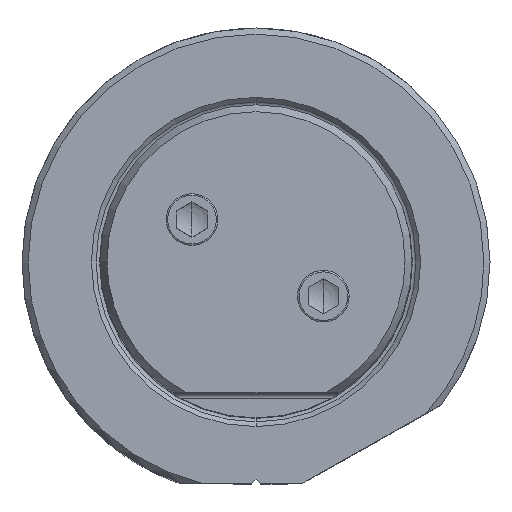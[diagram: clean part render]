
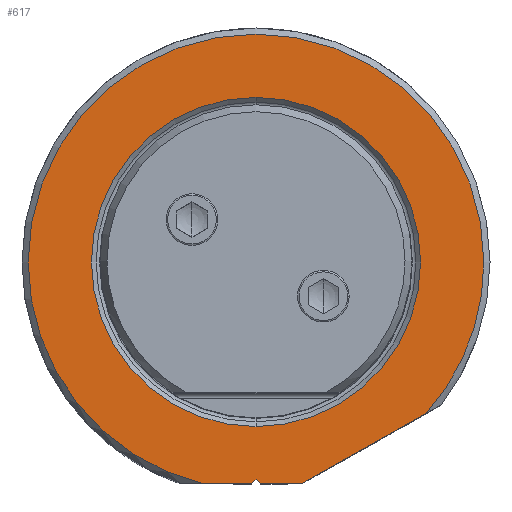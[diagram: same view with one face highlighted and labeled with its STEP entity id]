
A CAD part, top view. The second image highlights one B-rep face of the part: STEP entity #617.
In plain terms, the highlighted planar face has unit normal (0, 0, 1).
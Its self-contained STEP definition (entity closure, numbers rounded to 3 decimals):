
#134=PLANE('',#5715);
#617=ADVANCED_FACE('',(#918,#919),#134,.T.);
#918=FACE_BOUND('',#1040,.T.);
#919=FACE_BOUND('',#1041,.T.);
#1040=EDGE_LOOP('',(#2738,#2739,#2740,#2741,#2742,#2743,#2744,#2745));
#1041=EDGE_LOOP('',(#2746,#2747));
#1379=LINE('',#11640,#1688);
#1381=LINE('',#11644,#1690);
#1383=LINE('',#11648,#1692);
#1385=LINE('',#11652,#1694);
#1387=LINE('',#11661,#1696);
#1688=VECTOR('',#6651,1.);
#1690=VECTOR('',#6655,1.);
#1692=VECTOR('',#6659,1.);
#1694=VECTOR('',#6663,1.);
#1696=VECTOR('',#6667,1.);
#2738=ORIENTED_EDGE('',*,*,#4617,.T.);
#2739=ORIENTED_EDGE('',*,*,#4627,.T.);
#2740=ORIENTED_EDGE('',*,*,#4628,.T.);
#2741=ORIENTED_EDGE('',*,*,#4629,.T.);
#2742=ORIENTED_EDGE('',*,*,#4626,.T.);
#2743=ORIENTED_EDGE('',*,*,#4623,.T.);
#2744=ORIENTED_EDGE('',*,*,#4621,.T.);
#2745=ORIENTED_EDGE('',*,*,#4619,.T.);
#2746=ORIENTED_EDGE('',*,*,#4630,.T.);
#2747=ORIENTED_EDGE('',*,*,#4631,.T.);
#3972=VERTEX_POINT('',#11639);
#3973=VERTEX_POINT('',#11641);
#3974=VERTEX_POINT('',#11645);
#3975=VERTEX_POINT('',#11649);
#3976=VERTEX_POINT('',#11653);
#3977=VERTEX_POINT('',#11660);
#3978=VERTEX_POINT('',#11664);
#3979=VERTEX_POINT('',#11666);
#3980=VERTEX_POINT('',#11669);
#3981=VERTEX_POINT('',#11670);
#4617=EDGE_CURVE('',#3973,#3972,#1379,.T.);
#4619=EDGE_CURVE('',#3974,#3973,#1381,.T.);
#4621=EDGE_CURVE('',#3975,#3974,#1383,.T.);
#4623=EDGE_CURVE('',#3976,#3975,#1385,.T.);
#4626=EDGE_CURVE('',#3977,#3976,#1387,.T.);
#4627=EDGE_CURVE('',#3972,#3978,#5164,.T.);
#4628=EDGE_CURVE('',#3978,#3979,#5165,.T.);
#4629=EDGE_CURVE('',#3979,#3977,#5166,.T.);
#4630=EDGE_CURVE('',#3980,#3981,#5167,.T.);
#4631=EDGE_CURVE('',#3981,#3980,#5168,.T.);
#5164=CIRCLE('',#5710,18.55);
#5165=CIRCLE('',#5711,18.55);
#5166=CIRCLE('',#5712,18.55);
#5167=CIRCLE('',#5713,13.4);
#5168=CIRCLE('',#5714,13.4);
#5710=AXIS2_PLACEMENT_3D('',#11663,#6670,#6671);
#5711=AXIS2_PLACEMENT_3D('',#11665,#6672,#6673);
#5712=AXIS2_PLACEMENT_3D('',#11667,#6674,#6675);
#5713=AXIS2_PLACEMENT_3D('',#11668,#6676,#6677);
#5714=AXIS2_PLACEMENT_3D('',#11671,#6678,#6679);
#5715=AXIS2_PLACEMENT_3D('',#11672,#6680,#6681);
#6651=DIRECTION('',(0.872,0.49,0.));
#6655=DIRECTION('',(1.,0.,0.));
#6659=DIRECTION('',(0.707,-0.707,0.));
#6663=DIRECTION('',(0.707,0.707,0.));
#6667=DIRECTION('',(1.,0.,0.));
#6670=DIRECTION('',(0.,0.,1.));
#6671=DIRECTION('',(0.746,-0.666,0.));
#6672=DIRECTION('',(0.,0.,1.));
#6673=DIRECTION('',(1.,0.,0.));
#6674=DIRECTION('',(0.,0.,1.));
#6675=DIRECTION('',(-1.,0.,0.));
#6676=DIRECTION('',(0.,0.,-1.));
#6677=DIRECTION('',(0.,1.,0.));
#6678=DIRECTION('',(0.,0.,-1.));
#6679=DIRECTION('',(0.,-1.,0.));
#6680=DIRECTION('',(0.,0.,1.));
#6681=DIRECTION('',(0.,1.,0.));
#11639=CARTESIAN_POINT('',(13.839,-12.352,0.));
#11640=CARTESIAN_POINT('',(3.707,-18.05,0.));
#11641=CARTESIAN_POINT('',(3.707,-18.05,0.));
#11644=CARTESIAN_POINT('',(0.354,-18.05,0.));
#11645=CARTESIAN_POINT('',(0.354,-18.05,0.));
#11648=CARTESIAN_POINT('',(0.,-17.696,0.));
#11649=CARTESIAN_POINT('',(0.,-17.696,0.));
#11652=CARTESIAN_POINT('',(-0.354,-18.05,0.));
#11653=CARTESIAN_POINT('',(-0.354,-18.05,0.));
#11660=CARTESIAN_POINT('',(-4.278,-18.05,0.));
#11661=CARTESIAN_POINT('',(-3.222,-18.05,0.));
#11663=CARTESIAN_POINT('',(0.,0.,0.));
#11664=CARTESIAN_POINT('',(18.55,0.,0.));
#11665=CARTESIAN_POINT('',(0.,0.,0.));
#11666=CARTESIAN_POINT('',(-18.55,0.,0.));
#11667=CARTESIAN_POINT('',(0.,0.,0.));
#11668=CARTESIAN_POINT('',(0.,0.,0.));
#11669=CARTESIAN_POINT('',(0.,13.4,0.));
#11670=CARTESIAN_POINT('',(0.,-13.4,0.));
#11671=CARTESIAN_POINT('',(0.,0.,0.));
#11672=CARTESIAN_POINT('',(0.,0.25,0.));
